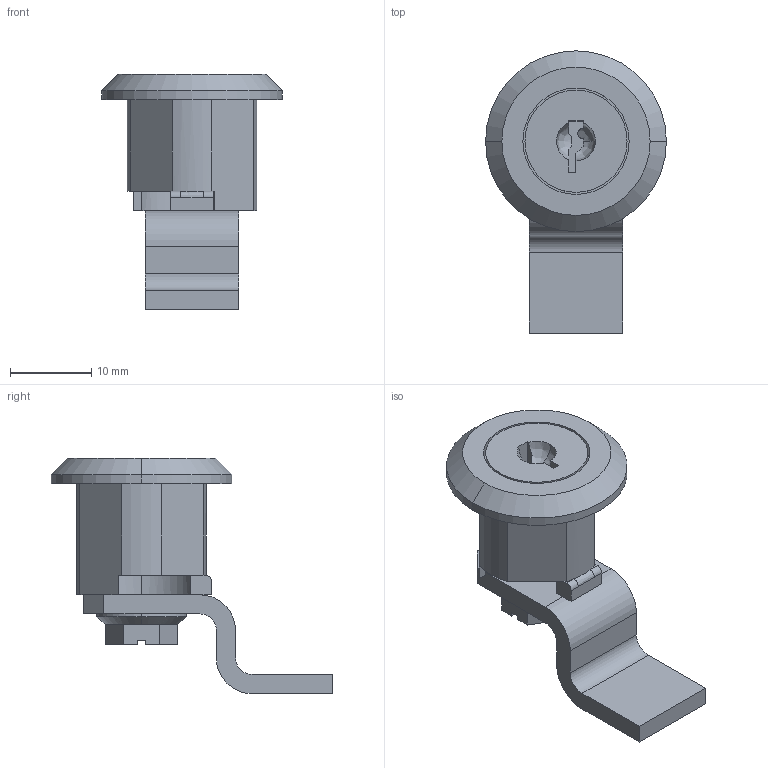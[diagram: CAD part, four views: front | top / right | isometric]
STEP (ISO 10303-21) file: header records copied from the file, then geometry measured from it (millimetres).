
FILE_DESCRIPTION (( 'STEP AP214' ), '1' );
FILE_NAME ('EQTRL.STEP', '2019-09-05T16:45:15', ( '' ), ( '' ), 'SwSTEP 2.0', 'SolidWorks 2018', '' );
FILE_SCHEMA (( 'AUTOMOTIVE_DESIGN' ));
Length unit declared in the file: inch
Products named in the file (1): EQTRL
Bounding box: 22.3 x 34.76 x 29.01 mm (x, y, z)
Volume: 3957 mm3; surface area: 3235.1 mm2
Topology: 1 solids, 1 shells, 106 faces, 290 edges, 186 vertices
Faces by surface type: plane 76, cylinder 22, bspline 4, cone 4
Entity records: 3482 total; most frequent: CARTESIAN_POINT 756, ORIENTED_EDGE 580, DIRECTION 536, EDGE_CURVE 290, LINE 200, VECTOR 200, VERTEX_POINT 186, AXIS2_PLACEMENT_3D 168
